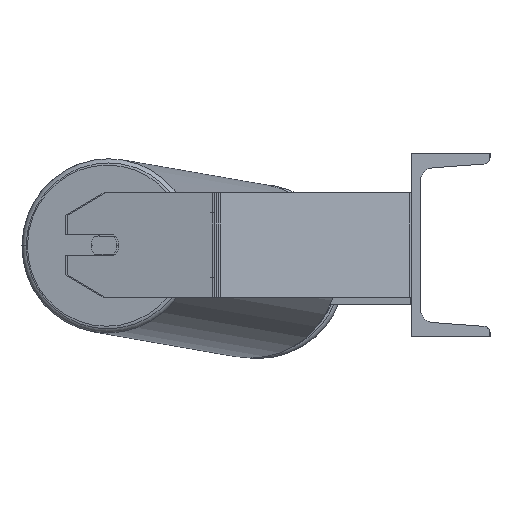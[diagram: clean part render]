
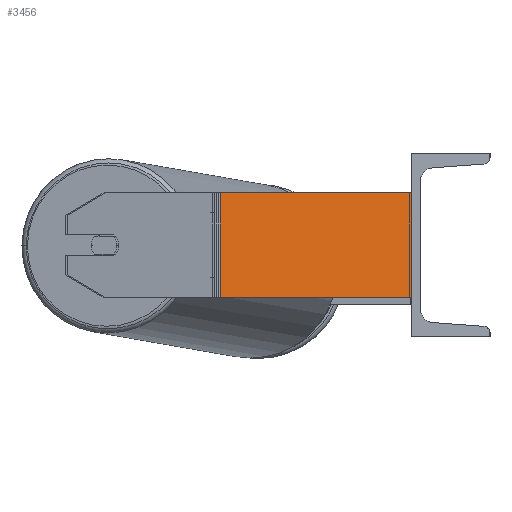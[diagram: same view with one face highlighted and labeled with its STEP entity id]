
A CAD part, left-side view. The second image highlights one B-rep face of the part: STEP entity #3456.
In plain terms, the highlighted planar face has unit normal (-0.985, -0.174, 0).
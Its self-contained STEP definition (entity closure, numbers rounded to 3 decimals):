
#343 = CARTESIAN_POINT ( 'NONE',  ( -1011.202, 148.598, 40. ) ) ;
#475 = LINE ( 'NONE', #343, #4448 ) ;
#523 = CARTESIAN_POINT ( 'NONE',  ( -985., 0., 40. ) ) ;
#1111 = DIRECTION ( 'NONE',  ( 0.174, -0.985, 0. ) ) ;
#1593 = FACE_OUTER_BOUND ( 'NONE', #4988, .T. ) ;
#2041 = VECTOR ( 'NONE', #1111, 1000. ) ;
#2063 = EDGE_CURVE ( 'NONE', #2716, #4177, #3533, .T. ) ;
#2716 = VERTEX_POINT ( 'NONE', #523 ) ;
#2811 = ORIENTED_EDGE ( 'NONE', *, *, #2063, .F. ) ;
#2912 = AXIS2_PLACEMENT_3D ( 'NONE', #3029, #7097, #7235 ) ;
#3029 = CARTESIAN_POINT ( 'NONE',  ( -1011.202, 148.598, 40. ) ) ;
#3304 = DIRECTION ( 'NONE',  ( 0.174, -0.985, 0. ) ) ;
#3324 = LINE ( 'NONE', #8955, #4531 ) ;
#3356 = EDGE_CURVE ( 'NONE', #5857, #4079, #3324, .T. ) ;
#3456 = ADVANCED_FACE ( 'NONE', ( #1593 ), #4420, .F. ) ;
#3533 = LINE ( 'NONE', #6987, #8525 ) ;
#3888 = EDGE_CURVE ( 'NONE', #4079, #4177, #6098, .T. ) ;
#4079 = VERTEX_POINT ( 'NONE', #6807 ) ;
#4177 = VERTEX_POINT ( 'NONE', #7417 ) ;
#4296 = ORIENTED_EDGE ( 'NONE', *, *, #3888, .T. ) ;
#4420 = PLANE ( 'NONE',  #2912 ) ;
#4448 = VECTOR ( 'NONE', #3304, 1000. ) ;
#4531 = VECTOR ( 'NONE', #8318, 1000. ) ;
#4988 = EDGE_LOOP ( 'NONE', ( #4296, #2811, #6983, #5709 ) ) ;
#5709 = ORIENTED_EDGE ( 'NONE', *, *, #3356, .T. ) ;
#5857 = VERTEX_POINT ( 'NONE', #6868 ) ;
#6098 = LINE ( 'NONE', #7442, #2041 ) ;
#6291 = DIRECTION ( 'NONE',  ( 0., 0., -1. ) ) ;
#6633 = EDGE_CURVE ( 'NONE', #5857, #2716, #475, .T. ) ;
#6807 = CARTESIAN_POINT ( 'NONE',  ( -1010.712, 145.82, -40. ) ) ;
#6868 = CARTESIAN_POINT ( 'NONE',  ( -1010.712, 145.82, 40. ) ) ;
#6983 = ORIENTED_EDGE ( 'NONE', *, *, #6633, .F. ) ;
#6987 = CARTESIAN_POINT ( 'NONE',  ( -985., 0., 40. ) ) ;
#7097 = DIRECTION ( 'NONE',  ( 0.985, 0.174, 0. ) ) ;
#7235 = DIRECTION ( 'NONE',  ( -0.174, 0.985, 0. ) ) ;
#7417 = CARTESIAN_POINT ( 'NONE',  ( -985., 0., -40. ) ) ;
#7442 = CARTESIAN_POINT ( 'NONE',  ( -1011.202, 148.598, -40. ) ) ;
#8318 = DIRECTION ( 'NONE',  ( 0., 0., -1. ) ) ;
#8525 = VECTOR ( 'NONE', #6291, 1000. ) ;
#8955 = CARTESIAN_POINT ( 'NONE',  ( -1010.712, 145.82, 40. ) ) ;
